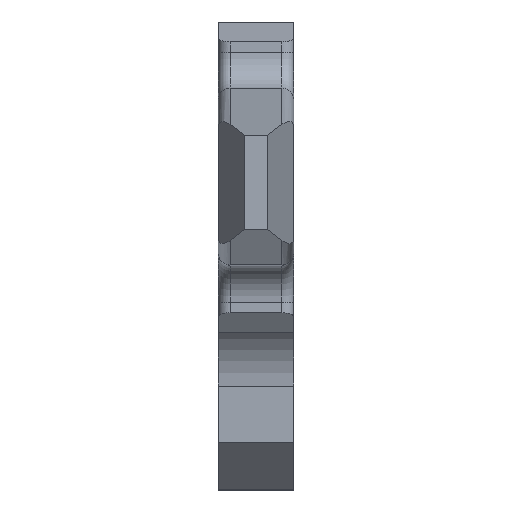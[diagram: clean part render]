
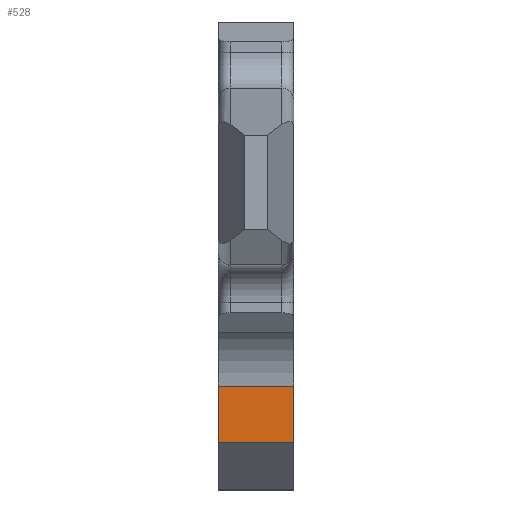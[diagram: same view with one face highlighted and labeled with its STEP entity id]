
A CAD part, top view. The second image highlights one B-rep face of the part: STEP entity #528.
In plain terms, the highlighted planar face has unit normal (0, 0, 1).
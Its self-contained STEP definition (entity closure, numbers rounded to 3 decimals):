
#15 = CARTESIAN_POINT ( 'NONE',  ( 0.17, 0.44, 0.8 ) ) ;
#38 = VECTOR ( 'NONE', #1624, 1000. ) ;
#99 = VERTEX_POINT ( 'NONE', #1512 ) ;
#185 = CARTESIAN_POINT ( 'NONE',  ( -0.15, 0.2, 0.8 ) ) ;
#193 = ORIENTED_EDGE ( 'NONE', *, *, #842, .T. ) ;
#198 = CARTESIAN_POINT ( 'NONE',  ( 0.17, 0.2, 0.8 ) ) ;
#392 = VECTOR ( 'NONE', #1112, 1000. ) ;
#405 = EDGE_LOOP ( 'NONE', ( #193, #1638, #557, #1472 ) ) ;
#451 = FACE_OUTER_BOUND ( 'NONE', #405, .T. ) ;
#455 = CARTESIAN_POINT ( 'NONE',  ( -0.15, 0.2, 0.8 ) ) ;
#456 = VERTEX_POINT ( 'NONE', #1203 ) ;
#463 = LINE ( 'NONE', #455, #392 ) ;
#486 = CARTESIAN_POINT ( 'NONE',  ( -0.15, 0.2, 0.8 ) ) ;
#528 = ADVANCED_FACE ( 'NONE', ( #451 ), #1368, .F. ) ;
#557 = ORIENTED_EDGE ( 'NONE', *, *, #599, .F. ) ;
#599 = EDGE_CURVE ( 'NONE', #1604, #99, #463, .T. ) ;
#612 = EDGE_CURVE ( 'NONE', #1604, #456, #1389, .T. ) ;
#674 = VECTOR ( 'NONE', #1217, 1000. ) ;
#695 = CARTESIAN_POINT ( 'NONE',  ( -0.15, 0.44, 0.8 ) ) ;
#738 = DIRECTION ( 'NONE',  ( 0., 1., 0. ) ) ;
#819 = CARTESIAN_POINT ( 'NONE',  ( -0.15, 0.2, 0.8 ) ) ;
#842 = EDGE_CURVE ( 'NONE', #456, #971, #1656, .T. ) ;
#906 = AXIS2_PLACEMENT_3D ( 'NONE', #185, #1223, #1648 ) ;
#971 = VERTEX_POINT ( 'NONE', #15 ) ;
#1088 = EDGE_CURVE ( 'NONE', #99, #971, #1347, .T. ) ;
#1112 = DIRECTION ( 'NONE',  ( 0., 1., 0. ) ) ;
#1203 = CARTESIAN_POINT ( 'NONE',  ( 0.17, 0.2, 0.8 ) ) ;
#1217 = DIRECTION ( 'NONE',  ( 1., 0., 0. ) ) ;
#1223 = DIRECTION ( 'NONE',  ( 0., 0., -1. ) ) ;
#1347 = LINE ( 'NONE', #695, #674 ) ;
#1368 = PLANE ( 'NONE',  #906 ) ;
#1389 = LINE ( 'NONE', #819, #38 ) ;
#1472 = ORIENTED_EDGE ( 'NONE', *, *, #612, .T. ) ;
#1512 = CARTESIAN_POINT ( 'NONE',  ( -0.15, 0.44, 0.8 ) ) ;
#1521 = VECTOR ( 'NONE', #738, 1000. ) ;
#1604 = VERTEX_POINT ( 'NONE', #486 ) ;
#1624 = DIRECTION ( 'NONE',  ( 1., 0., 0. ) ) ;
#1638 = ORIENTED_EDGE ( 'NONE', *, *, #1088, .F. ) ;
#1648 = DIRECTION ( 'NONE',  ( 0., -1., 0. ) ) ;
#1656 = LINE ( 'NONE', #198, #1521 ) ;
